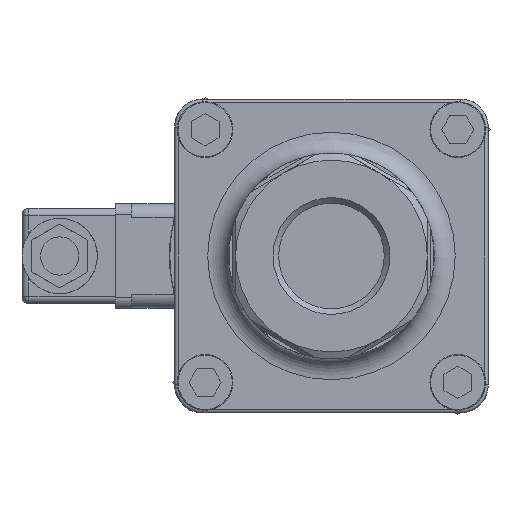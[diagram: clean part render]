
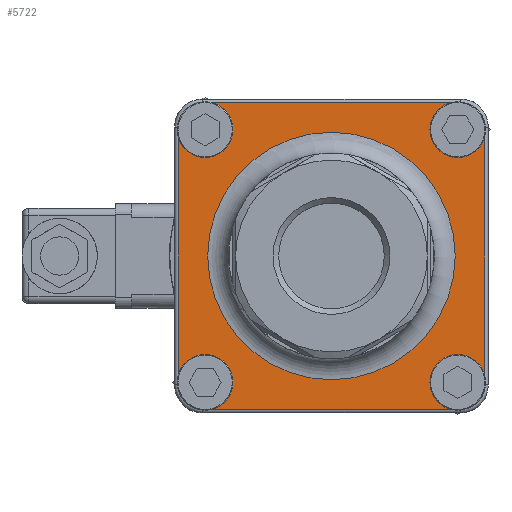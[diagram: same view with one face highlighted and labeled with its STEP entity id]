
A CAD part, front view. The second image highlights one B-rep face of the part: STEP entity #5722.
In plain terms, the highlighted planar face has unit normal (0, -1, 0).
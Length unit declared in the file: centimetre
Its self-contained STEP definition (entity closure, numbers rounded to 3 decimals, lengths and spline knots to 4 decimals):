
#235=FACE_BOUND('',#1154,.T.);
#453=PLANE('',#6261);
#738=FACE_OUTER_BOUND('',#1153,.T.);
#1153=EDGE_LOOP('',(#4697,#4698,#4699,#4700,#4701,#4702,#4703,#4704));
#1154=EDGE_LOOP('',(#4705));
#1488=CIRCLE('',#6186,3.55);
#1490=CIRCLE('',#6189,0.78);
#1494=CIRCLE('',#6194,0.78);
#1498=CIRCLE('',#6199,0.78);
#1502=CIRCLE('',#6204,0.78);
#1894=LINE('',#9831,#2296);
#1895=LINE('',#9832,#2297);
#1896=LINE('',#9833,#2298);
#1897=LINE('',#9834,#2299);
#2296=VECTOR('',#7530,7.0736);
#2297=VECTOR('',#7531,7.0736);
#2298=VECTOR('',#7532,7.0736);
#2299=VECTOR('',#7533,7.0736);
#2751=VERTEX_POINT('',#9306);
#2752=VERTEX_POINT('',#9309);
#2754=VERTEX_POINT('',#9312);
#2756=VERTEX_POINT('',#9318);
#2758=VERTEX_POINT('',#9321);
#2760=VERTEX_POINT('',#9327);
#2762=VERTEX_POINT('',#9330);
#2764=VERTEX_POINT('',#9336);
#2766=VERTEX_POINT('',#9339);
#3413=EDGE_CURVE('',#2751,#2751,#1488,.T.);
#3415=EDGE_CURVE('',#2754,#2752,#1490,.T.);
#3419=EDGE_CURVE('',#2758,#2756,#1494,.T.);
#3423=EDGE_CURVE('',#2762,#2760,#1498,.T.);
#3427=EDGE_CURVE('',#2766,#2764,#1502,.T.);
#3475=EDGE_CURVE('',#2760,#2766,#1894,.T.);
#3476=EDGE_CURVE('',#2764,#2758,#1895,.T.);
#3477=EDGE_CURVE('',#2756,#2754,#1896,.T.);
#3478=EDGE_CURVE('',#2752,#2762,#1897,.T.);
#4697=ORIENTED_EDGE('',*,*,#3423,.T.);
#4698=ORIENTED_EDGE('',*,*,#3475,.T.);
#4699=ORIENTED_EDGE('',*,*,#3427,.T.);
#4700=ORIENTED_EDGE('',*,*,#3476,.T.);
#4701=ORIENTED_EDGE('',*,*,#3419,.T.);
#4702=ORIENTED_EDGE('',*,*,#3477,.T.);
#4703=ORIENTED_EDGE('',*,*,#3415,.T.);
#4704=ORIENTED_EDGE('',*,*,#3478,.T.);
#4705=ORIENTED_EDGE('',*,*,#3413,.T.);
#5722=ADVANCED_FACE('',(#738,#235),#453,.T.);
#6186=AXIS2_PLACEMENT_3D('',#9307,#7369,#7370);
#6189=AXIS2_PLACEMENT_3D('',#9313,#7375,#7376);
#6194=AXIS2_PLACEMENT_3D('',#9322,#7385,#7386);
#6199=AXIS2_PLACEMENT_3D('',#9331,#7395,#7396);
#6204=AXIS2_PLACEMENT_3D('',#9340,#7405,#7406);
#6261=AXIS2_PLACEMENT_3D('',#9830,#7528,#7529);
#7369=DIRECTION('center_axis',(0.,1.,0.));
#7370=DIRECTION('ref_axis',(0.,0.,-1.));
#7375=DIRECTION('center_axis',(0.,1.,0.));
#7376=DIRECTION('ref_axis',(1.,0.,0.));
#7385=DIRECTION('center_axis',(0.,1.,0.));
#7386=DIRECTION('ref_axis',(0.,0.,
-1.));
#7395=DIRECTION('center_axis',(0.,1.,0.));
#7396=DIRECTION('ref_axis',(0.,0.,
1.));
#7405=DIRECTION('center_axis',(0.,1.,0.));
#7406=DIRECTION('ref_axis',(-1.,0.,0.));
#7528=DIRECTION('center_axis',(0.,-1.,0.));
#7529=DIRECTION('ref_axis',(0.,0.,-1.));
#7530=DIRECTION('',(-1.,0.,0.));
#7531=DIRECTION('',(0.,0.,-1.));
#7532=DIRECTION('',(1.,0.,0.));
#7533=DIRECTION('',(0.,0.,1.));
#9306=CARTESIAN_POINT('',(2.1929,-6.724,-3.502));
#9307=CARTESIAN_POINT('Origin',(2.1929,-6.724,0.048));
#9309=CARTESIAN_POINT('',(6.5929,-6.724,-3.4888));
#9312=CARTESIAN_POINT('',(5.7297,-6.724,-4.352));
#9313=CARTESIAN_POINT('Origin',(5.8179,-6.724,-3.577));
#9318=CARTESIAN_POINT('',(-1.3439,-6.724,-4.352));
#9321=CARTESIAN_POINT('',(-2.2071,-6.724,-3.4888));
#9322=CARTESIAN_POINT('Origin',(-1.4321,-6.724,-3.577));
#9327=CARTESIAN_POINT('',(5.7297,-6.724,4.448));
#9330=CARTESIAN_POINT('',(6.5929,-6.724,3.5849));
#9331=CARTESIAN_POINT('Origin',(5.8179,-6.724,3.673));
#9336=CARTESIAN_POINT('',(-2.2071,-6.724,3.5849));
#9339=CARTESIAN_POINT('',(-1.3439,-6.724,4.448));
#9340=CARTESIAN_POINT('Origin',(-1.4321,-6.724,3.673));
#9830=CARTESIAN_POINT('Origin',(-2.3071,-6.724,-4.452));
#9831=CARTESIAN_POINT('',(-1.5071,-6.724,4.448));
#9832=CARTESIAN_POINT('',(-2.2071,-6.724,-3.652));
#9833=CARTESIAN_POINT('',(5.8929,-6.724,-4.352));
#9834=CARTESIAN_POINT('',(6.5929,-6.724,3.748));
